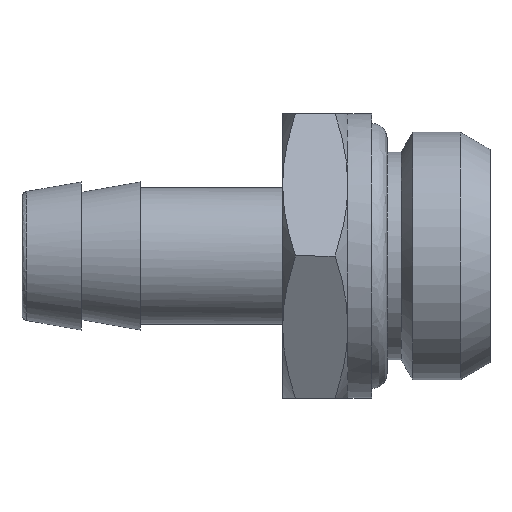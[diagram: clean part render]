
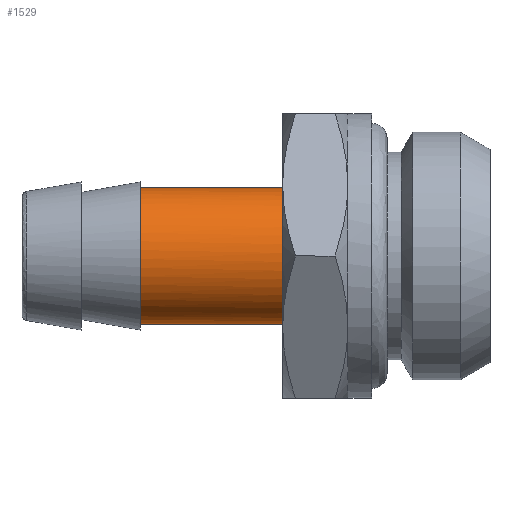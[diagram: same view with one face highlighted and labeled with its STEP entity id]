
A CAD part, left-side view. The second image highlights one B-rep face of the part: STEP entity #1529.
In plain terms, the highlighted free-form (B-spline) face has degree [1, 3] with [2, 4] control points.
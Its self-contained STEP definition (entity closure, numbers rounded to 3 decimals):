
#2 = CARTESIAN_POINT ( 'NONE',  ( -5.75, 29.5, -0.755 ) ) ;
#63 = CARTESIAN_POINT ( 'NONE',  ( -11.5, 29.5, -5.75 ) ) ;
#200 =( BOUNDED_SURFACE ( )  B_SPLINE_SURFACE ( 1, 3, ( 
 ( #560, #1495, #63, #2195 ),
 ( #790, #2422, #1033, #2667 ) ),
 .UNSPECIFIED., .F., .F., .F. ) 
 B_SPLINE_SURFACE_WITH_KNOTS ( ( 2, 2 ),
 ( 4, 4 ),
 ( 0., 1. ),
 ( 0., 1. ),
 .UNSPECIFIED. ) 
 GEOMETRIC_REPRESENTATION_ITEM ( )  RATIONAL_B_SPLINE_SURFACE ( (
 ( 1., 0.333, 0.333, 1.),
 ( 1., 0.333, 0.333, 1.) ) ) 
 REPRESENTATION_ITEM ( '' )  SURFACE ( )  );
#206 = ORIENTED_EDGE ( 'NONE', *, *, #305, .F. ) ;
#220 = CARTESIAN_POINT ( 'NONE',  ( -5.601, 17.5, -1.503 ) ) ;
#228 = CARTESIAN_POINT ( 'NONE',  ( 0., 29.5, 5.75 ) ) ;
#241 = CARTESIAN_POINT ( 'NONE',  ( 0., 17.5, 5.75 ) ) ;
#252 = B_SPLINE_CURVE_WITH_KNOTS ( 'NONE', 1,
 ( #2346, #2382 ),
 .UNSPECIFIED., .F., .F.,
 ( 2, 2 ),
 ( -1., 0. ),
 .UNSPECIFIED. ) ;
#276 = CARTESIAN_POINT ( 'NONE',  ( -5.601, 29.5, 1.503 ) ) ;
#303 = ORIENTED_EDGE ( 'NONE', *, *, #1380, .F. ) ;
#305 = EDGE_CURVE ( 'NONE', #1023, #2341, #2142, .T. ) ;
#332 = B_SPLINE_CURVE_WITH_KNOTS ( 'NONE', 1,
 ( #472, #711 ),
 .UNSPECIFIED., .F., .F.,
 ( 2, 2 ),
 ( -1., 0. ),
 .UNSPECIFIED. ) ;
#411 = ORIENTED_EDGE ( 'NONE', *, *, #421, .F. ) ;
#421 = EDGE_CURVE ( 'NONE', #2341, #643, #332, .T. ) ;
#452 = CARTESIAN_POINT ( 'NONE',  ( -0.755, 17.5, 5.75 ) ) ;
#472 = CARTESIAN_POINT ( 'NONE',  ( 0., 17.5, -5.75 ) ) ;
#481 = CARTESIAN_POINT ( 'NONE',  ( -1.503, 29.5, 5.601 ) ) ;
#560 = CARTESIAN_POINT ( 'NONE',  ( 0., 29.5, 5.75 ) ) ;
#590 = CARTESIAN_POINT ( 'NONE',  ( 0., 17.5, 5.75 ) ) ;
#643 = VERTEX_POINT ( 'NONE', #1354 ) ;
#697 = CARTESIAN_POINT ( 'NONE',  ( -5.75, 17.5, -0.755 ) ) ;
#711 = CARTESIAN_POINT ( 'NONE',  ( 0., 29.5, -5.75 ) ) ;
#753 = CARTESIAN_POINT ( 'NONE',  ( -2.898, 29.5, -5.023 ) ) ;
#790 = CARTESIAN_POINT ( 'NONE',  ( 0., 17.5, 5.75 ) ) ;
#887 = B_SPLINE_CURVE_WITH_KNOTS ( 'NONE', 3,
 ( #1697, #2588, #2631, #753, #1921, #2833, #1191, #2377, #2, #3074, #276, #1468, #985, #1223, #2390, #481, #1665, #228 ),
 .UNSPECIFIED., .F., .F.,
 ( 4, 2, 2, 2, 2, 2, 2, 2, 4 ),
 ( 0., 0.393, 0.785, 1.178, 1.571, 1.963, 2.356, 2.749, 3.142 ),
 .UNSPECIFIED. ) ;
#939 = CARTESIAN_POINT ( 'NONE',  ( 0., 17.5, -5.75 ) ) ;
#954 = CARTESIAN_POINT ( 'NONE',  ( 0., 17.5, -5.75 ) ) ;
#985 = CARTESIAN_POINT ( 'NONE',  ( -4.6, 29.5, 3.532 ) ) ;
#1023 = VERTEX_POINT ( 'NONE', #590 ) ;
#1033 = CARTESIAN_POINT ( 'NONE',  ( -11.5, 17.5, -5.75 ) ) ;
#1080 = FACE_OUTER_BOUND ( 'NONE', #2315, .T. ) ;
#1173 = CARTESIAN_POINT ( 'NONE',  ( -0.755, 17.5, -5.75 ) ) ;
#1191 = CARTESIAN_POINT ( 'NONE',  ( -5.023, 29.5, -2.898 ) ) ;
#1223 = CARTESIAN_POINT ( 'NONE',  ( -3.532, 29.5, 4.6 ) ) ;
#1345 = CARTESIAN_POINT ( 'NONE',  ( 0., 29.5, 5.75 ) ) ;
#1354 = CARTESIAN_POINT ( 'NONE',  ( 0., 29.5, -5.75 ) ) ;
#1380 = EDGE_CURVE ( 'NONE', #643, #3034, #887, .T. ) ;
#1394 = CARTESIAN_POINT ( 'NONE',  ( -5.601, 17.5, 1.503 ) ) ;
#1468 = CARTESIAN_POINT ( 'NONE',  ( -5.023, 29.5, 2.898 ) ) ;
#1495 = CARTESIAN_POINT ( 'NONE',  ( -11.5, 29.5, 5.75 ) ) ;
#1529 = ADVANCED_FACE ( 'NONE', ( #1080 ), #200, .F. ) ;
#1638 = CARTESIAN_POINT ( 'NONE',  ( -3.532, 17.5, 4.6 ) ) ;
#1657 = CARTESIAN_POINT ( 'NONE',  ( -2.898, 17.5, -5.023 ) ) ;
#1665 = CARTESIAN_POINT ( 'NONE',  ( -0.755, 29.5, 5.75 ) ) ;
#1667 = CARTESIAN_POINT ( 'NONE',  ( -3.532, 17.5, -4.6 ) ) ;
#1678 = CARTESIAN_POINT ( 'NONE',  ( -4.6, 17.5, 3.532 ) ) ;
#1697 = CARTESIAN_POINT ( 'NONE',  ( 0., 29.5, -5.75 ) ) ;
#1891 = CARTESIAN_POINT ( 'NONE',  ( -5.023, 17.5, 2.898 ) ) ;
#1921 = CARTESIAN_POINT ( 'NONE',  ( -3.532, 29.5, -4.6 ) ) ;
#2122 = CARTESIAN_POINT ( 'NONE',  ( -1.503, 17.5, 5.601 ) ) ;
#2142 = B_SPLINE_CURVE_WITH_KNOTS ( 'NONE', 3,
 ( #241, #452, #2122, #2813, #1638, #1678, #1891, #1394, #2567, #697, #220, #3044, #2590, #1667, #1657, #2326, #1173, #939 ),
 .UNSPECIFIED., .F., .F.,
 ( 4, 2, 2, 2, 2, 2, 2, 2, 4 ),
 ( 0., 0.393, 0.785, 1.178, 1.571, 1.963, 2.356, 2.749, 3.142 ),
 .UNSPECIFIED. ) ;
#2187 = ORIENTED_EDGE ( 'NONE', *, *, #2442, .F. ) ;
#2195 = CARTESIAN_POINT ( 'NONE',  ( 0., 29.5, -5.75 ) ) ;
#2315 = EDGE_LOOP ( 'NONE', ( #303, #411, #206, #2187 ) ) ;
#2326 = CARTESIAN_POINT ( 'NONE',  ( -1.503, 17.5, -5.601 ) ) ;
#2341 = VERTEX_POINT ( 'NONE', #954 ) ;
#2346 = CARTESIAN_POINT ( 'NONE',  ( 0., 29.5, 5.75 ) ) ;
#2377 = CARTESIAN_POINT ( 'NONE',  ( -5.601, 29.5, -1.503 ) ) ;
#2382 = CARTESIAN_POINT ( 'NONE',  ( 0., 17.5, 5.75 ) ) ;
#2390 = CARTESIAN_POINT ( 'NONE',  ( -2.898, 29.5, 5.023 ) ) ;
#2422 = CARTESIAN_POINT ( 'NONE',  ( -11.5, 17.5, 5.75 ) ) ;
#2442 = EDGE_CURVE ( 'NONE', #3034, #1023, #252, .T. ) ;
#2567 = CARTESIAN_POINT ( 'NONE',  ( -5.75, 17.5, 0.755 ) ) ;
#2588 = CARTESIAN_POINT ( 'NONE',  ( -0.755, 29.5, -5.75 ) ) ;
#2590 = CARTESIAN_POINT ( 'NONE',  ( -4.6, 17.5, -3.532 ) ) ;
#2631 = CARTESIAN_POINT ( 'NONE',  ( -1.503, 29.5, -5.601 ) ) ;
#2667 = CARTESIAN_POINT ( 'NONE',  ( 0., 17.5, -5.75 ) ) ;
#2813 = CARTESIAN_POINT ( 'NONE',  ( -2.898, 17.5, 5.023 ) ) ;
#2833 = CARTESIAN_POINT ( 'NONE',  ( -4.6, 29.5, -3.532 ) ) ;
#3034 = VERTEX_POINT ( 'NONE', #1345 ) ;
#3044 = CARTESIAN_POINT ( 'NONE',  ( -5.023, 17.5, -2.898 ) ) ;
#3074 = CARTESIAN_POINT ( 'NONE',  ( -5.75, 29.5, 0.755 ) ) ;
